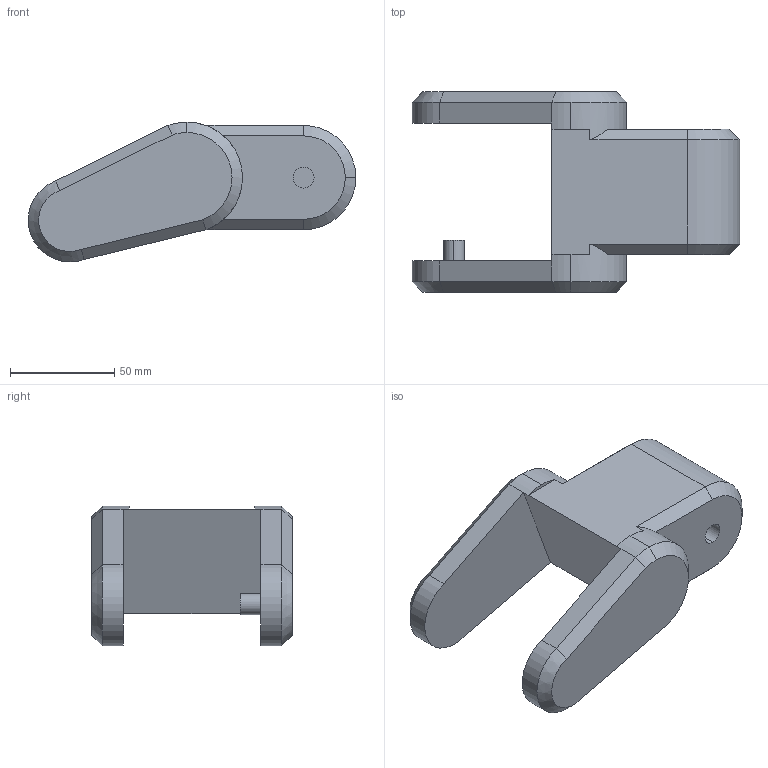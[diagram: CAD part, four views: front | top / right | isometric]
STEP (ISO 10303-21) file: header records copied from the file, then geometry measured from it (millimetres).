
FILE_DESCRIPTION (( 'STEP AP203' ), '1' );
FILE_NAME ('PLink2_Default_sldprt.STEP', '2023-10-19T05:34:48', ( '' ), ( '' ), 'SwSTEP 2.0', 'SolidWorks 2023', '' );
FILE_SCHEMA (( 'CONFIG_CONTROL_DESIGN' ));
Length unit declared in the file: millimetre
Products named in the file (1): PLink2_Default_sldprt
Bounding box: 156.96 x 96 x 67.01 mm (x, y, z)
Volume: 358488.1 mm3; surface area: 42723.9 mm2
Topology: 1 solids, 1 shells, 48 faces, 109 edges, 65 vertices
Faces by surface type: plane 25, cylinder 13, cone 10
Entity records: 1413 total; most frequent: CARTESIAN_POINT 259, DIRECTION 234, ORIENTED_EDGE 218, EDGE_CURVE 109, AXIS2_PLACEMENT_3D 88, VERTEX_POINT 65, VECTOR 58, LINE 58
